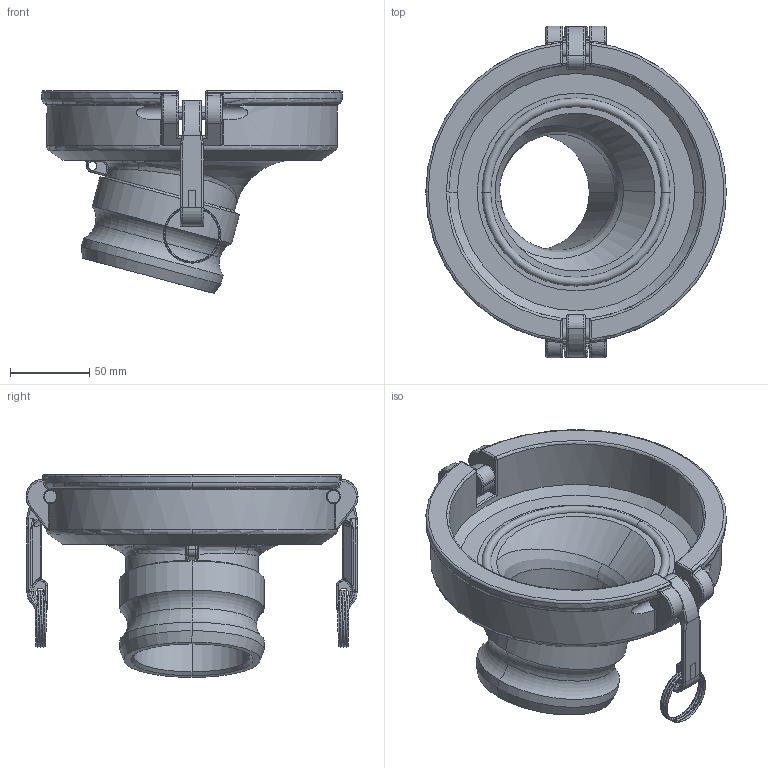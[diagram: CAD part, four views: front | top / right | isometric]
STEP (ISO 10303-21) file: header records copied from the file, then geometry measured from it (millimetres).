
FILE_DESCRIPTION (( 'STEP AP214' ), '1' );
FILE_NAME ('VKA3C_Abgabe-Adapter 3in Camlock.STEP', '2015-03-03T12:17:07', ( 'Admin1' ), ( '' ), 'SwSTEP 2.0', 'SolidWorks 2014', '' );
FILE_SCHEMA (( 'AUTOMOTIVE_DESIGN' ));
Length unit declared in the file: millimetre
Products named in the file (1): VKA3C_Abgabe-Adapter 3in Camlock
Bounding box: 190 x 210 x 128.37 mm (x, y, z)
Volume: 533947.1 mm3; surface area: 142906.6 mm2
Topology: 5 solids, 5 shells, 514 faces, 1238 edges, 708 vertices
Faces by surface type: cylinder 179, bspline 145, torus 88, plane 74, cone 16, sphere 12
Entity records: 24394 total; most frequent: CARTESIAN_POINT 13543, ORIENTED_EDGE 2420, DIRECTION 2118, EDGE_CURVE 1210, AXIS2_PLACEMENT_3D 900, VERTEX_POINT 708, EDGE_LOOP 532, CIRCLE 530
